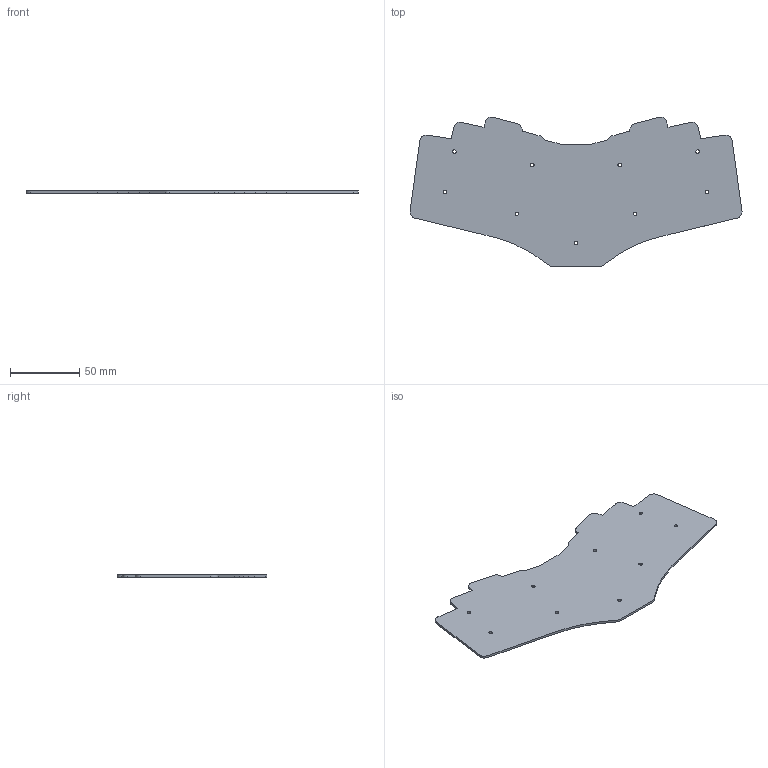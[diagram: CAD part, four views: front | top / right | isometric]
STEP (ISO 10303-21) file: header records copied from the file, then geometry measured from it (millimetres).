
FILE_DESCRIPTION(/* description */ (''),/* implementation_level */ '2;1');
FILE_NAME(/* name */ 'bad-wings-bottom-plate.step',/* time_stamp */ '2022-11-19T20:34:48-08:00',/* author */ (''),/* organization */ (''),/* preprocessor_version */ 'ST-DEVELOPER v19.2',/* originating_system */ 'Autodesk Translation Framework v11.17.0.187',/* authorisation */ '');
FILE_SCHEMA (('AUTOMOTIVE_DESIGN { 1 0 10303 214 3 1 1 }'));
Length unit declared in the file: millimetre
Products named in the file (1): FusionComponent
Bounding box: 239.14 x 107.88 x 1.6 mm (x, y, z)
Volume: 29328.4 mm3; surface area: 37782.6 mm2
Topology: 1 solids, 1 shells, 55 faces, 159 edges, 106 vertices
Faces by surface type: plane 32, cylinder 23
Full cylindrical faces by diameter (mm): 2.5 x9
Entity records: 1888 total; most frequent: CARTESIAN_POINT 321, ORIENTED_EDGE 318, DIRECTION 317, EDGE_CURVE 159, LINE 113, VECTOR 113, VERTEX_POINT 106, AXIS2_PLACEMENT_3D 102
